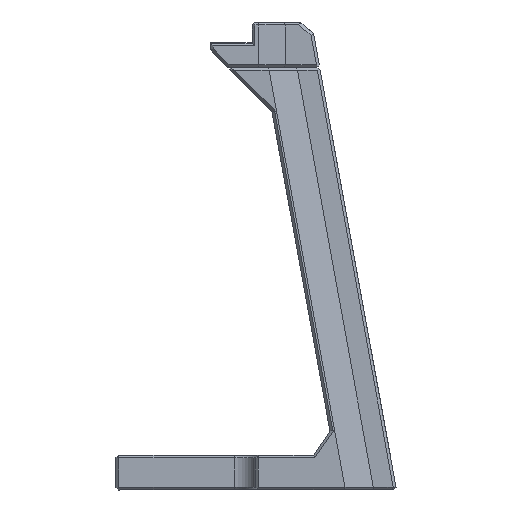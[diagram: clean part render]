
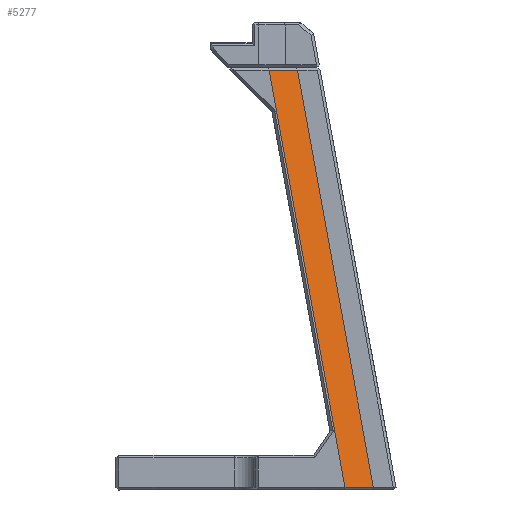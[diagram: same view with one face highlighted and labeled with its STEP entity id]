
A CAD part, left-side view. The second image highlights one B-rep face of the part: STEP entity #5277.
In plain terms, the highlighted planar face has unit normal (-0.707, -0.696, 0.127).
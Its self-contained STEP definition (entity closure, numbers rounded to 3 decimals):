
#315=FACE_OUTER_BOUND('',#649,.T.);
#649=EDGE_LOOP('',(#3673,#3674,#3675,#3676,#3677,#3678,#3679,#3680));
#1055=LINE('',#7834,#1708);
#1058=LINE('',#7840,#1711);
#1064=LINE('',#7851,#1717);
#1073=LINE('',#7876,#1726);
#1075=LINE('',#7880,#1728);
#1076=LINE('',#7882,#1729);
#1077=LINE('',#7884,#1730);
#1078=LINE('',#7885,#1731);
#1708=VECTOR('',#6268,10.);
#1711=VECTOR('',#6273,10.);
#1717=VECTOR('',#6281,10.);
#1726=VECTOR('',#6304,1000.);
#1728=VECTOR('',#6308,1000.);
#1729=VECTOR('',#6309,10.);
#1730=VECTOR('',#6310,10.);
#1731=VECTOR('',#6311,10.);
#2333=VERTEX_POINT('',#7831);
#2334=VERTEX_POINT('',#7833);
#2336=VERTEX_POINT('',#7839);
#2337=VERTEX_POINT('',#7843);
#2349=VERTEX_POINT('',#7875);
#2350=VERTEX_POINT('',#7879);
#2351=VERTEX_POINT('',#7881);
#2352=VERTEX_POINT('',#7883);
#2822=EDGE_CURVE('',#2333,#2334,#1055,.T.);
#2825=EDGE_CURVE('',#2334,#2336,#1058,.T.);
#2831=EDGE_CURVE('',#2336,#2337,#1064,.T.);
#2843=EDGE_CURVE('',#2349,#2337,#1073,.T.);
#2845=EDGE_CURVE('',#2350,#2333,#1075,.T.);
#2846=EDGE_CURVE('',#2351,#2350,#1076,.T.);
#2847=EDGE_CURVE('',#2352,#2351,#1077,.T.);
#2848=EDGE_CURVE('',#2349,#2352,#1078,.T.);
#3673=ORIENTED_EDGE('',*,*,#2825,.F.);
#3674=ORIENTED_EDGE('',*,*,#2822,.F.);
#3675=ORIENTED_EDGE('',*,*,#2845,.F.);
#3676=ORIENTED_EDGE('',*,*,#2846,.F.);
#3677=ORIENTED_EDGE('',*,*,#2847,.F.);
#3678=ORIENTED_EDGE('',*,*,#2848,.F.);
#3679=ORIENTED_EDGE('',*,*,#2843,.T.);
#3680=ORIENTED_EDGE('',*,*,#2831,.F.);
#5015=PLANE('',#5693);
#5277=ADVANCED_FACE('',(#315),#5015,.T.);
#5693=AXIS2_PLACEMENT_3D('',#7878,#6306,#6307);
#6268=DIRECTION('',(0.609,-0.508,0.609));
#6273=DIRECTION('',(0.701,-0.713,0.));
#6281=DIRECTION('',(-0.609,0.508,-0.609));
#6304=DIRECTION('',(0.,0.179,0.984));
#6306=DIRECTION('center_axis',(-0.707,-0.696,0.126));
#6307=DIRECTION('ref_axis',(0.,0.179,0.984));
#6308=DIRECTION('',(0.,0.179,0.984));
#6309=DIRECTION('',(-0.54,0.646,0.54));
#6310=DIRECTION('',(-0.701,0.713,0.));
#6311=DIRECTION('',(0.54,-0.646,-0.54));
#7831=CARTESIAN_POINT('',(-236.595,-232.074,65.187));
#7833=CARTESIAN_POINT('',(-236.592,-232.077,65.19));
#7834=CARTESIAN_POINT('',(-256.861,-215.16,44.921));
#7839=CARTESIAN_POINT('',(-232.592,-236.142,65.19));
#7840=CARTESIAN_POINT('',(-218.811,-250.149,65.19));
#7843=CARTESIAN_POINT('',(-232.595,-236.14,65.187));
#7851=CARTESIAN_POINT('',(-237.761,-231.828,60.021));
#7875=CARTESIAN_POINT('',(-232.595,-246.994,5.487));
#7876=CARTESIAN_POINT('',(-232.595,-247.067,5.087));
#7878=CARTESIAN_POINT('Origin',(-236.595,-236.91,38.591));
#7879=CARTESIAN_POINT('',(-236.595,-242.929,5.487));
#7880=CARTESIAN_POINT('',(-236.595,-236.91,38.591));
#7881=CARTESIAN_POINT('',(-236.592,-242.932,5.484));
#7882=CARTESIAN_POINT('',(-280.382,-190.463,49.273));
#7883=CARTESIAN_POINT('',(-232.592,-246.998,5.484));
#7884=CARTESIAN_POINT('',(-245.429,-233.95,5.484));
#7885=CARTESIAN_POINT('',(-259.113,-215.22,32.005));
